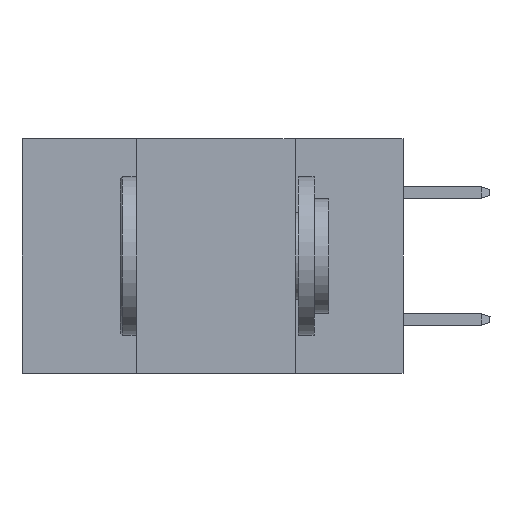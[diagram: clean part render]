
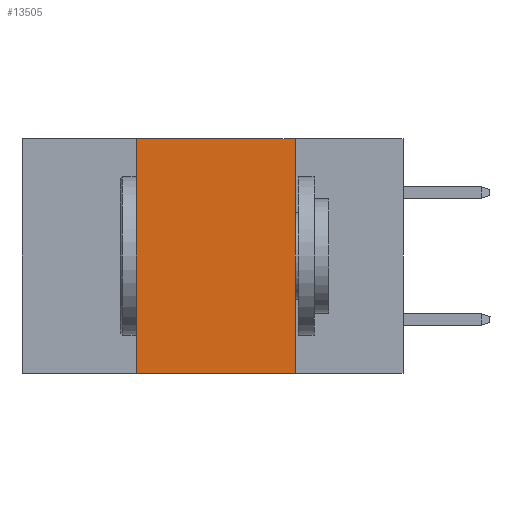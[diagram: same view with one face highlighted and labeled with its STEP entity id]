
A CAD part, left-side view. The second image highlights one B-rep face of the part: STEP entity #13505.
In plain terms, the highlighted planar face has unit normal (-1, 0, 0).
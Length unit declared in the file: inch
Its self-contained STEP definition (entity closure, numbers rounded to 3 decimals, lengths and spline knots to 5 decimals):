
#320 = VECTOR ( 'NONE', #12392, 39.37008 ) ;
#618 = ORIENTED_EDGE ( 'NONE', *, *, #15504, .T. ) ;
#894 = ORIENTED_EDGE ( 'NONE', *, *, #5710, .F. ) ;
#2809 = VECTOR ( 'NONE', #23671, 39.37008 ) ;
#3495 = VERTEX_POINT ( 'NONE', #20581 ) ;
#3788 = ORIENTED_EDGE ( 'NONE', *, *, #12066, .F. ) ;
#3949 = DIRECTION ( 'NONE',  ( 1., 0., 0. ) ) ;
#4060 = VERTEX_POINT ( 'NONE', #16351 ) ;
#5047 = DIRECTION ( 'NONE',  ( 0., -1., 0. ) ) ;
#5228 = VECTOR ( 'NONE', #5047, 39.37008 ) ;
#5710 = EDGE_CURVE ( 'NONE', #3495, #20212, #10438, .T. ) ;
#7078 = VECTOR ( 'NONE', #13873, 39.37008 ) ;
#7198 = CARTESIAN_POINT ( 'NONE',  ( 0., 0.42, 0. ) ) ;
#7972 = EDGE_CURVE ( 'NONE', #4060, #20437, #13155, .T. ) ;
#9472 = CARTESIAN_POINT ( 'NONE',  ( 0., 0.6, -0.37 ) ) ;
#10438 = LINE ( 'NONE', #21956, #7078 ) ;
#12066 = EDGE_CURVE ( 'NONE', #20437, #3495, #16447, .T. ) ;
#12392 = DIRECTION ( 'NONE',  ( 0., -1., 0. ) ) ;
#13155 = LINE ( 'NONE', #7198, #2809 ) ;
#13505 = ADVANCED_FACE ( 'NONE', ( #25985 ), #15758, .F. ) ;
#13873 = DIRECTION ( 'NONE',  ( 0., 0., -1. ) ) ;
#15504 = EDGE_CURVE ( 'NONE', #4060, #20212, #15852, .T. ) ;
#15758 = PLANE ( 'NONE',  #19405 ) ;
#15852 = LINE ( 'NONE', #9472, #5228 ) ;
#16351 = CARTESIAN_POINT ( 'NONE',  ( 0., 0.42, -0.37 ) ) ;
#16447 = LINE ( 'NONE', #20107, #320 ) ;
#17581 = EDGE_LOOP ( 'NONE', ( #894, #3788, #18054, #618 ) ) ;
#17887 = DIRECTION ( 'NONE',  ( 0., 0., -1. ) ) ;
#18054 = ORIENTED_EDGE ( 'NONE', *, *, #7972, .F. ) ;
#19045 = CARTESIAN_POINT ( 'NONE',  ( 0., 0.42, 0. ) ) ;
#19405 = AXIS2_PLACEMENT_3D ( 'NONE', #21949, #3949, #17887 ) ;
#20107 = CARTESIAN_POINT ( 'NONE',  ( 0., 0.6, 0. ) ) ;
#20212 = VERTEX_POINT ( 'NONE', #24321 ) ;
#20437 = VERTEX_POINT ( 'NONE', #19045 ) ;
#20581 = CARTESIAN_POINT ( 'NONE',  ( 0., 0.17, 0. ) ) ;
#21949 = CARTESIAN_POINT ( 'NONE',  ( 0., 0.6, 0. ) ) ;
#21956 = CARTESIAN_POINT ( 'NONE',  ( 0., 0.17, 0. ) ) ;
#23671 = DIRECTION ( 'NONE',  ( 0., 0., 1. ) ) ;
#24321 = CARTESIAN_POINT ( 'NONE',  ( 0., 0.17, -0.37 ) ) ;
#25985 = FACE_OUTER_BOUND ( 'NONE', #17581, .T. ) ;
